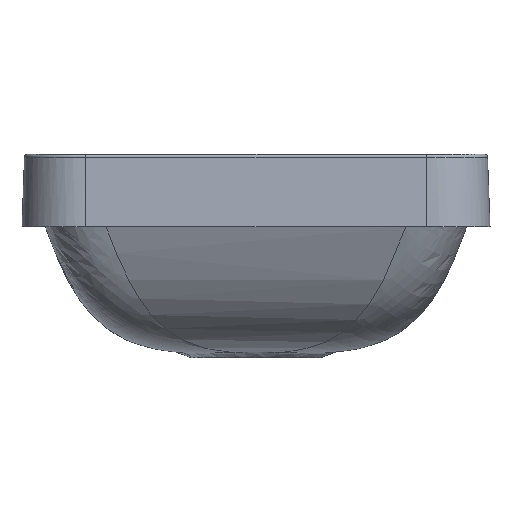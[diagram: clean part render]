
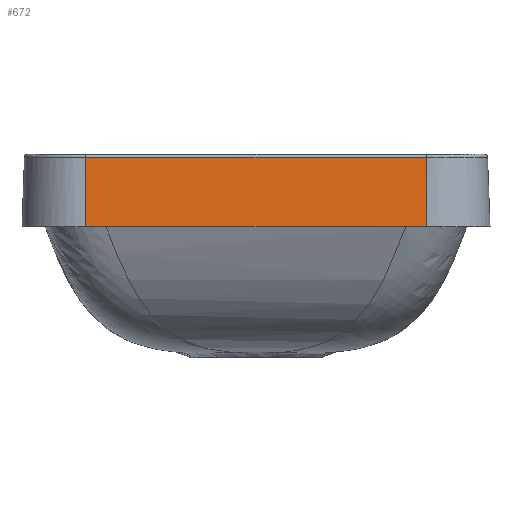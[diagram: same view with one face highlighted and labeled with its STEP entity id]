
A CAD part, front view. The second image highlights one B-rep face of the part: STEP entity #672.
In plain terms, the highlighted planar face has unit normal (0, -0.999, 0.035).
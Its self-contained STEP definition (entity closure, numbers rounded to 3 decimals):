
#167=PLANE('',#5877);
#672=ADVANCED_FACE('',(#1038),#167,.F.);
#1038=FACE_OUTER_BOUND('',#1384,.T.);
#1384=EDGE_LOOP('',(#2341,#2342,#2343,#2344));
#2341=ORIENTED_EDGE('',*,*,#4663,.F.);
#2342=ORIENTED_EDGE('',*,*,#4664,.T.);
#2343=ORIENTED_EDGE('',*,*,#4665,.F.);
#2344=ORIENTED_EDGE('',*,*,#4588,.T.);
#4028=VERTEX_POINT('',#185788);
#4029=VERTEX_POINT('',#185789);
#4095=VERTEX_POINT('',#186832);
#4096=VERTEX_POINT('',#186834);
#4588=EDGE_CURVE('',#4028,#4029,#5455,.T.);
#4663=EDGE_CURVE('',#4095,#4029,#5477,.T.);
#4664=EDGE_CURVE('',#4095,#4096,#5478,.T.);
#4665=EDGE_CURVE('',#4028,#4096,#5479,.T.);
#5455=LINE('',#185787,#5667);
#5477=LINE('',#186831,#5690);
#5478=LINE('',#186833,#5691);
#5479=LINE('',#186835,#5692);
#5667=VECTOR('',#6271,1.);
#5690=VECTOR('',#6306,1.);
#5691=VECTOR('',#6307,1.);
#5692=VECTOR('',#6308,1.);
#5877=AXIS2_PLACEMENT_3D('',#186836,#6309,#6310);
#6271=DIRECTION('',(1.,0.,0.));
#6306=DIRECTION('',(0.,-0.035,-0.999));
#6307=DIRECTION('',(-1.,0.,0.));
#6308=DIRECTION('',(0.,0.035,0.999));
#6309=DIRECTION('',(0.,0.999,-0.035));
#6310=DIRECTION('',(0.,0.035,0.999));
#185787=CARTESIAN_POINT('',(-117.,-160.946,75.));
#185788=CARTESIAN_POINT('',(-117.,-160.946,75.));
#185789=CARTESIAN_POINT('',(117.,-160.946,75.));
#186831=CARTESIAN_POINT('',(117.,-159.2,125.));
#186832=CARTESIAN_POINT('',(117.,-159.274,122.877));
#186833=CARTESIAN_POINT('',(-117.,-159.274,122.877));
#186834=CARTESIAN_POINT('',(-117.,-159.274,122.877));
#186835=CARTESIAN_POINT('',(-117.,-159.2,125.));
#186836=CARTESIAN_POINT('',(-117.,-159.2,125.));
